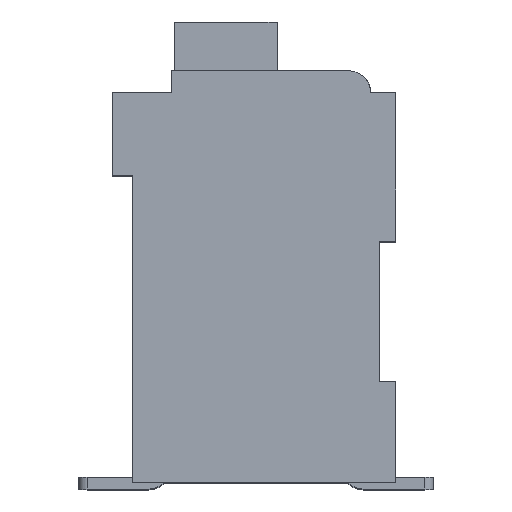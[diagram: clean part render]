
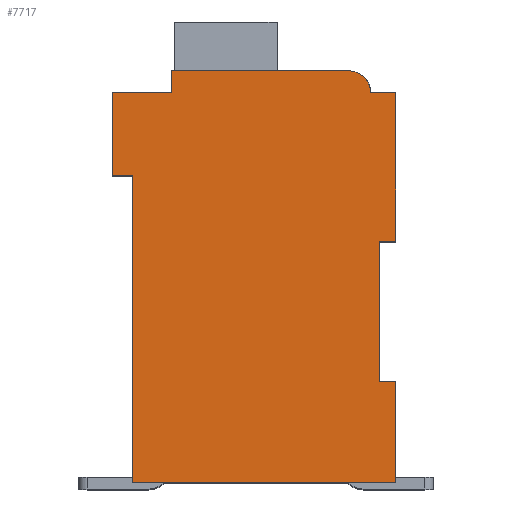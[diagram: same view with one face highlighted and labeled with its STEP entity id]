
A CAD part, top view. The second image highlights one B-rep face of the part: STEP entity #7717.
In plain terms, the highlighted planar face has unit normal (0, 0, 1).
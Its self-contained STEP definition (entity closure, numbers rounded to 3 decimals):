
#1356=DIRECTION('',(1.,0.,0.));
#1357=VECTOR('',#1356,0.5);
#1358=CARTESIAN_POINT('',(7.3,7.15,2.1));
#1359=LINE('',#1358,#1357);
#1360=DIRECTION('',(0.,1.,0.));
#1361=VECTOR('',#1360,4.15);
#1362=CARTESIAN_POINT('',(7.3,3.,2.1));
#1363=LINE('',#1362,#1361);
#1364=DIRECTION('',(-1.,0.,0.));
#1365=VECTOR('',#1364,0.5);
#1366=CARTESIAN_POINT('',(7.8,3.,2.1));
#1367=LINE('',#1366,#1365);
#1368=DIRECTION('',(0.,1.,0.));
#1369=VECTOR('',#1368,3.);
#1370=CARTESIAN_POINT('',(7.8,0.,2.1));
#1371=LINE('',#1370,#1369);
#1372=DIRECTION('',(1.,0.,0.));
#1373=VECTOR('',#1372,7.8);
#1374=CARTESIAN_POINT('',(0.,0.,2.1));
#1375=LINE('',#1374,#1373);
#1376=DIRECTION('',(0.,-1.,0.));
#1377=VECTOR('',#1376,9.1);
#1378=CARTESIAN_POINT('',(0.,9.1,2.1));
#1379=LINE('',#1378,#1377);
#1380=DIRECTION('',(1.,0.,0.));
#1381=VECTOR('',#1380,0.6);
#1382=CARTESIAN_POINT('',(-0.6,9.1,2.1));
#1383=LINE('',#1382,#1381);
#1384=DIRECTION('',(0.,-1.,0.));
#1385=VECTOR('',#1384,2.45);
#1386=CARTESIAN_POINT('',(-0.6,11.55,2.1));
#1387=LINE('',#1386,#1385);
#1388=DIRECTION('',(-1.,0.,0.));
#1389=VECTOR('',#1388,1.75);
#1390=CARTESIAN_POINT('',(1.15,11.55,2.1));
#1391=LINE('',#1390,#1389);
#1392=DIRECTION('',(0.,-1.,0.));
#1393=VECTOR('',#1392,0.65);
#1394=CARTESIAN_POINT('',(1.15,12.2,2.1));
#1395=LINE('',#1394,#1393);
#1396=DIRECTION('',(-1.,0.,0.));
#1397=VECTOR('',#1396,5.25);
#1398=CARTESIAN_POINT('',(6.4,12.2,2.1));
#1399=LINE('',#1398,#1397);
#1400=CARTESIAN_POINT('',(6.4,11.55,2.1));
#1401=DIRECTION('',(0.,0.,1.));
#1402=DIRECTION('',(1.,0.,0.));
#1403=AXIS2_PLACEMENT_3D('',#1400,#1401,#1402);
#1405=DIRECTION('',(-1.,0.,0.));
#1406=VECTOR('',#1405,0.75);
#1407=CARTESIAN_POINT('',(7.8,11.55,2.1));
#1408=LINE('',#1407,#1406);
#1409=DIRECTION('',(0.,1.,0.));
#1410=VECTOR('',#1409,4.4);
#1411=CARTESIAN_POINT('',(7.8,7.15,2.1));
#1412=LINE('',#1411,#1410);
#4861=CARTESIAN_POINT('',(7.3,7.15,2.1));
#4862=CARTESIAN_POINT('',(7.8,7.15,2.1));
#4863=VERTEX_POINT('',#4861);
#4864=VERTEX_POINT('',#4862);
#4865=CARTESIAN_POINT('',(7.8,11.55,2.1));
#4866=VERTEX_POINT('',#4865);
#4867=CARTESIAN_POINT('',(7.05,11.55,2.1));
#4868=VERTEX_POINT('',#4867);
#4869=CARTESIAN_POINT('',(6.4,12.2,2.1));
#4870=VERTEX_POINT('',#4869);
#4871=CARTESIAN_POINT('',(1.15,12.2,2.1));
#4872=VERTEX_POINT('',#4871);
#4873=CARTESIAN_POINT('',(1.15,11.55,2.1));
#4874=VERTEX_POINT('',#4873);
#4875=CARTESIAN_POINT('',(-0.6,11.55,2.1));
#4876=VERTEX_POINT('',#4875);
#4877=CARTESIAN_POINT('',(-0.6,9.1,2.1));
#4878=VERTEX_POINT('',#4877);
#4879=CARTESIAN_POINT('',(0.,9.1,2.1));
#4880=VERTEX_POINT('',#4879);
#4881=CARTESIAN_POINT('',(0.,0.,2.1));
#4882=VERTEX_POINT('',#4881);
#4883=CARTESIAN_POINT('',(7.8,0.,2.1));
#4884=VERTEX_POINT('',#4883);
#4885=CARTESIAN_POINT('',(7.8,3.,2.1));
#4886=VERTEX_POINT('',#4885);
#4887=CARTESIAN_POINT('',(7.3,3.,2.1));
#4888=VERTEX_POINT('',#4887);
#7693=CARTESIAN_POINT('',(0.,0.,2.1));
#7694=DIRECTION('',(0.,0.,1.));
#7695=DIRECTION('',(1.,0.,0.));
#7696=AXIS2_PLACEMENT_3D('',#7693,#7694,#7695);
#7697=PLANE('',#7696);
#7698=ORIENTED_EDGE('',*,*,#6374,.F.);
#7699=ORIENTED_EDGE('',*,*,#6652,.F.);
#7701=ORIENTED_EDGE('',*,*,#7700,.F.);
#7703=ORIENTED_EDGE('',*,*,#7702,.F.);
#7705=ORIENTED_EDGE('',*,*,#7704,.F.);
#7706=ORIENTED_EDGE('',*,*,#6754,.F.);
#7707=ORIENTED_EDGE('',*,*,#6818,.F.);
#7708=ORIENTED_EDGE('',*,*,#6927,.F.);
#7709=ORIENTED_EDGE('',*,*,#7041,.F.);
#7710=ORIENTED_EDGE('',*,*,#7110,.F.);
#7711=ORIENTED_EDGE('',*,*,#7315,.F.);
#7712=ORIENTED_EDGE('',*,*,#7593,.F.);
#7713=ORIENTED_EDGE('',*,*,#7529,.F.);
#7714=ORIENTED_EDGE('',*,*,#6528,.F.);
#7715=EDGE_LOOP('',(#7698,#7699,#7701,#7703,#7705,#7706,#7707,#7708,#7709,#7710,
#7711,#7712,#7713,#7714));
#7716=FACE_OUTER_BOUND('',#7715,.F.);
#1404=CIRCLE('',#1403,0.65);
#6374=EDGE_CURVE('',#4863,#4864,#1359,.T.);
#6528=EDGE_CURVE('',#4864,#4866,#1412,.T.);
#6652=EDGE_CURVE('',#4888,#4863,#1363,.T.);
#6754=EDGE_CURVE('',#4880,#4882,#1379,.T.);
#6818=EDGE_CURVE('',#4878,#4880,#1383,.T.);
#6927=EDGE_CURVE('',#4876,#4878,#1387,.T.);
#7041=EDGE_CURVE('',#4874,#4876,#1391,.T.);
#7110=EDGE_CURVE('',#4872,#4874,#1395,.T.);
#7315=EDGE_CURVE('',#4870,#4872,#1399,.T.);
#7529=EDGE_CURVE('',#4866,#4868,#1408,.T.);
#7593=EDGE_CURVE('',#4868,#4870,#1404,.T.);
#7700=EDGE_CURVE('',#4886,#4888,#1367,.T.);
#7702=EDGE_CURVE('',#4884,#4886,#1371,.T.);
#7704=EDGE_CURVE('',#4882,#4884,#1375,.T.);
#7717=ADVANCED_FACE('',(#7716),#7697,.T.);
